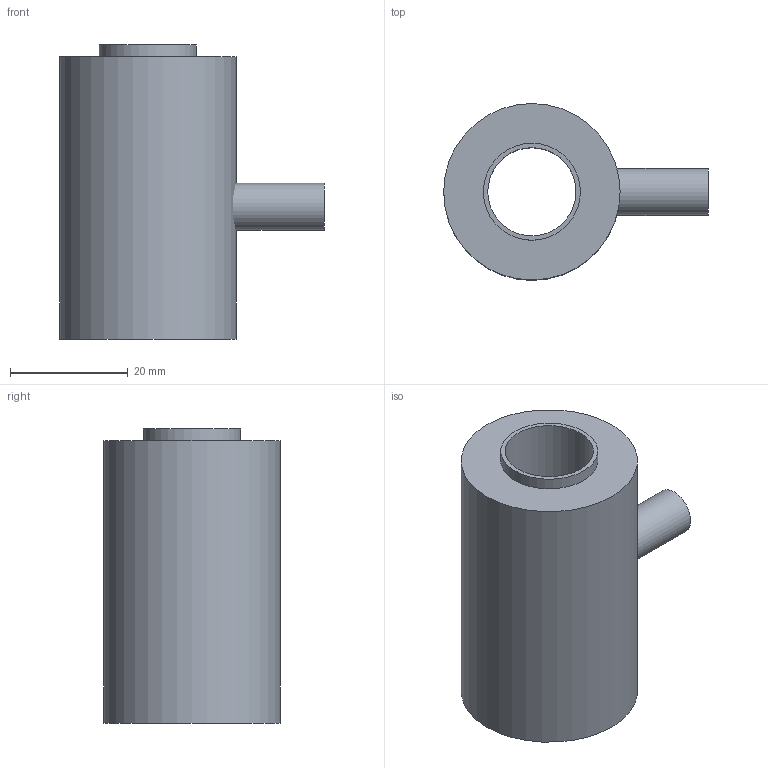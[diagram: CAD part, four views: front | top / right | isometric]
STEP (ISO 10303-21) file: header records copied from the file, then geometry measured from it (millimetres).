
FILE_DESCRIPTION(('FreeCAD Model'),'2;1');
FILE_NAME('Open CASCADE Shape Model','2022-10-25T18:57:28',(''),(''), 'Open CASCADE STEP processor 7.6','FreeCAD','Unknown');
FILE_SCHEMA(('AUTOMOTIVE_DESIGN { 1 0 10303 214 1 1 1 1 }'));
Length unit declared in the file: millimetre
Products named in the file (3): Venturi_Separat; Außenrohr; Seitenrohr
Assembly tree (2 placements, depth 2):
  Venturi_Separat
    Außenrohr
    Seitenrohr
Bounding box: 45 x 30 x 50 mm (x, y, z)
Volume: 22010.4 mm3; surface area: 9393.4 mm2
Topology: 2 solids, 2 shells, 12 faces, 18 edges, 12 vertices
Faces by surface type: cylinder 6, plane 6
Full cylindrical faces by diameter (mm): 5 x1, 8 x1, 15 x1, 16.5 x1, 20 x1, 30 x1
Entity records: 594 total; most frequent: CARTESIAN_POINT 105, DIRECTION 92, ORIENTED_EDGE 36, PCURVE 36, DEFINITIONAL_REPRESENTATION 36, LINE 30, VECTOR 30, AXIS2_PLACEMENT_3D 27
